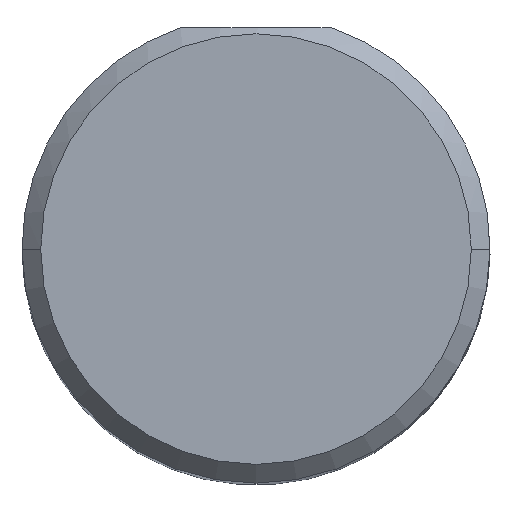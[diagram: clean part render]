
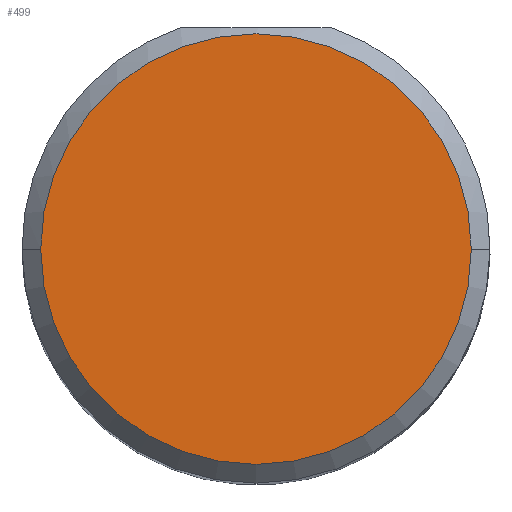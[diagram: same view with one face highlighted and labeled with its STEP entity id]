
A CAD part, top view. The second image highlights one B-rep face of the part: STEP entity #499.
In plain terms, the highlighted planar face has unit normal (0, 0, 1).
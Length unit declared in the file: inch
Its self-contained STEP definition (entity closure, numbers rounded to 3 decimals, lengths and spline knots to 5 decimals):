
#11 = CIRCLE ( 'NONE', #51, 0.1725 ) ;
#16 = EDGE_LOOP ( 'NONE', ( #233, #83 ) ) ;
#32 = VERTEX_POINT ( 'NONE', #149 ) ;
#51 = AXIS2_PLACEMENT_3D ( 'NONE', #556, #289, #345 ) ;
#77 = CARTESIAN_POINT ( 'NONE',  ( 0., 0., 2.5 ) ) ;
#83 = ORIENTED_EDGE ( 'NONE', *, *, #505, .T. ) ;
#116 = DIRECTION ( 'NONE',  ( 0., 0., 1. ) ) ;
#119 = CARTESIAN_POINT ( 'NONE',  ( 0.1725, 0., 2.5 ) ) ;
#149 = CARTESIAN_POINT ( 'NONE',  ( -0.1725, 0., 2.5 ) ) ;
#153 = DIRECTION ( 'NONE',  ( 1., 0., 0. ) ) ;
#163 = CIRCLE ( 'NONE', #484, 0.1725 ) ;
#200 = DIRECTION ( 'NONE',  ( 1., 0., 0. ) ) ;
#233 = ORIENTED_EDGE ( 'NONE', *, *, #287, .T. ) ;
#287 = EDGE_CURVE ( 'NONE', #32, #507, #163, .T. ) ;
#289 = DIRECTION ( 'NONE',  ( 0., 0., 1. ) ) ;
#345 = DIRECTION ( 'NONE',  ( 1., 0., 0. ) ) ;
#362 = AXIS2_PLACEMENT_3D ( 'NONE', #385, #116, #153 ) ;
#385 = CARTESIAN_POINT ( 'NONE',  ( 0., 0., 2.5 ) ) ;
#390 = FACE_OUTER_BOUND ( 'NONE', #16, .T. ) ;
#484 = AXIS2_PLACEMENT_3D ( 'NONE', #77, #516, #200 ) ;
#499 = ADVANCED_FACE ( 'NONE', ( #390 ), #515, .T. ) ;
#505 = EDGE_CURVE ( 'NONE', #507, #32, #11, .T. ) ;
#507 = VERTEX_POINT ( 'NONE', #119 ) ;
#515 = PLANE ( 'NONE',  #362 ) ;
#516 = DIRECTION ( 'NONE',  ( 0., 0., 1. ) ) ;
#556 = CARTESIAN_POINT ( 'NONE',  ( 0., 0., 2.5 ) ) ;
